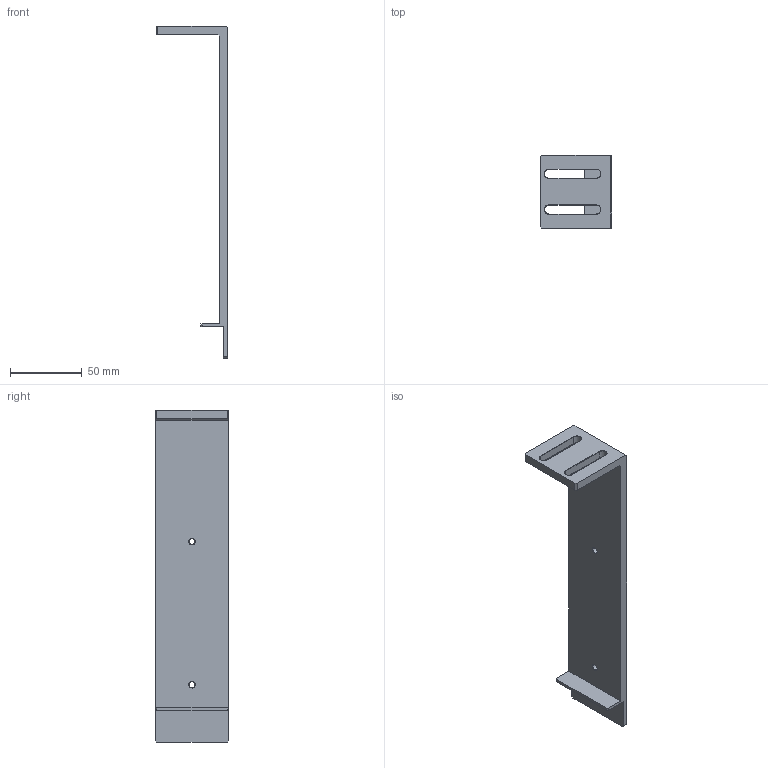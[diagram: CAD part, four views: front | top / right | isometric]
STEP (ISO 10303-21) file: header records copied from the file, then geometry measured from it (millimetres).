
FILE_DESCRIPTION (( 'STEP AP214' ), '1' );
FILE_NAME ('LIPSI_TESTBENCHDV2.STEP', '2019-11-07T10:22:03', ( '' ), ( '' ), 'SwSTEP 2.0', 'SolidWorks 2017', '' );
FILE_SCHEMA (( 'AUTOMOTIVE_DESIGN' ));
Length unit declared in the file: millimetre
Products named in the file (1): LIPSI_TESTBENCHDV2
Bounding box: 50 x 51 x 232 mm (x, y, z)
Volume: 79413.3 mm3; surface area: 33387 mm2
Topology: 1 solids, 1 shells, 50 faces, 126 edges, 78 vertices
Faces by surface type: plane 32, cone 12, cylinder 6
Full cylindrical faces by diameter (mm): 4.2 x2
Entity records: 1472 total; most frequent: CARTESIAN_POINT 245, DIRECTION 244, ORIENTED_EDGE 236, EDGE_CURVE 118, LINE 94, VECTOR 94, VERTEX_POINT 76, AXIS2_PLACEMENT_3D 75
